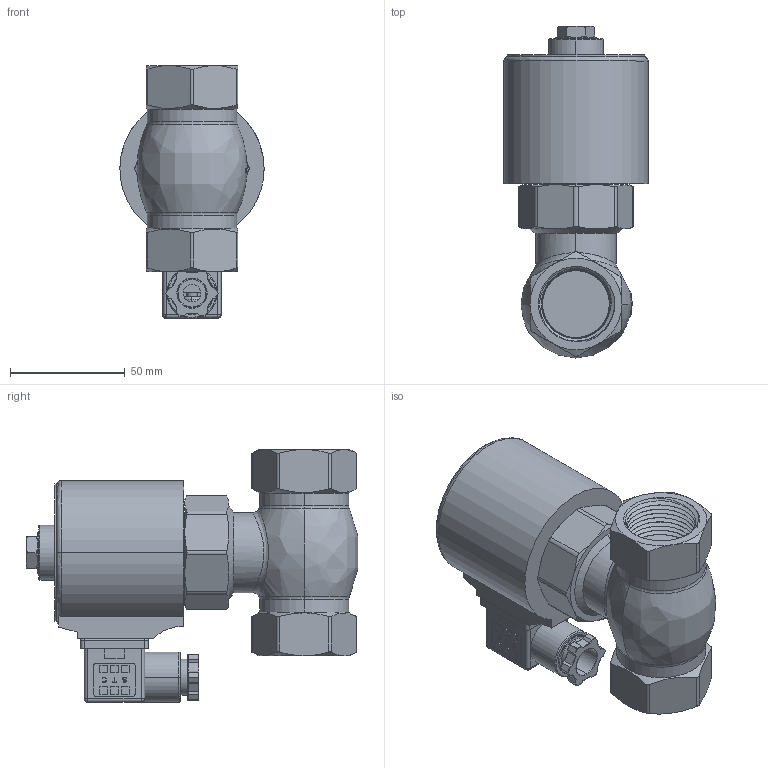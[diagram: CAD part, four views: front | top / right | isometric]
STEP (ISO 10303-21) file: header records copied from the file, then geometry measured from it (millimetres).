
FILE_DESCRIPTION (( 'STEP AP214' ), '1' );
FILE_NAME ('2L200-1.STEP', '2018-08-13T18:01:40', ( '' ), ( '' ), 'SwSTEP 2.0', 'SolidWorks 2016', '' );
FILE_SCHEMA (( 'AUTOMOTIVE_DESIGN' ));
Length unit declared in the file: millimetre
Products named in the file (1): 2L200-1
Bounding box: 63 x 144.93 x 110.38 mm (x, y, z)
Volume: 332184.4 mm3; surface area: 78221.2 mm2
Topology: 14 solids, 14 shells, 1128 faces, 3131 edges, 2064 vertices
Faces by surface type: plane 570, cylinder 329, cone 119, bspline 63, torus 26, sphere 21
Entity records: 75723 total; most frequent: CARTESIAN_POINT 36001, ORIENTED_EDGE 6238, DIRECTION 4700, EDGE_CURVE 3119, VERTEX_POINT 2064, VECTOR 1756, LINE 1756, AXIS2_PLACEMENT_3D 1472
